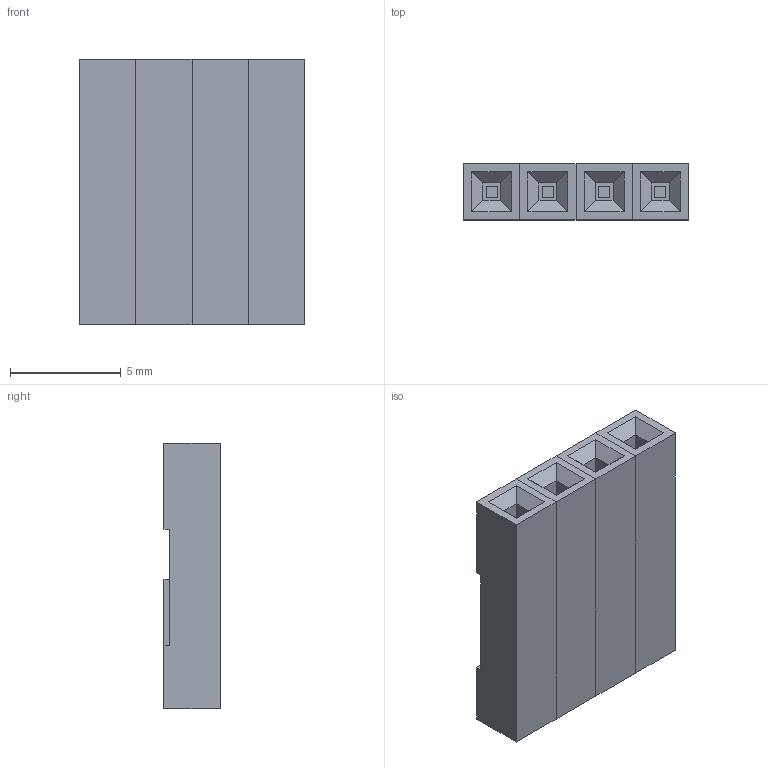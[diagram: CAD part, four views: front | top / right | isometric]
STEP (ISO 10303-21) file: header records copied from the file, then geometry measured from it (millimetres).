
FILE_DESCRIPTION(('FreeCAD Model'),'2;1');
FILE_NAME('dupont-2_54mm-female-conn-1x4.step', '2016-05-01T12:01:55',('Author'),(''), 'Open CASCADE STEP processor 6.8','FreeCAD','Unknown');
FILE_SCHEMA(('AUTOMOTIVE_DESIGN_CC2 { 1 2 10303 214 -1 1 5 4 }'));
Length unit declared in the file: millimetre
Products named in the file (3): ASSEMBLY; Case; Pins
Assembly tree (2 placements, depth 2):
  ASSEMBLY
    Case
    Pins
Bounding box: 10.16 x 2.54 x 12 mm (x, y, z)
Volume: 247.4 mm3; surface area: 1152.1 mm2
Topology: 8 solids, 8 shells, 196 faces, 496 edges, 320 vertices
Faces by surface type: plane 180, cylinder 16
Entity records: 12264 total; most frequent: CARTESIAN_POINT 2231, DIRECTION 1774, LINE 1296, VECTOR 1296, ORIENTED_EDGE 992, PCURVE 992, DEFINITIONAL_REPRESENTATION 992, EDGE_CURVE 496
